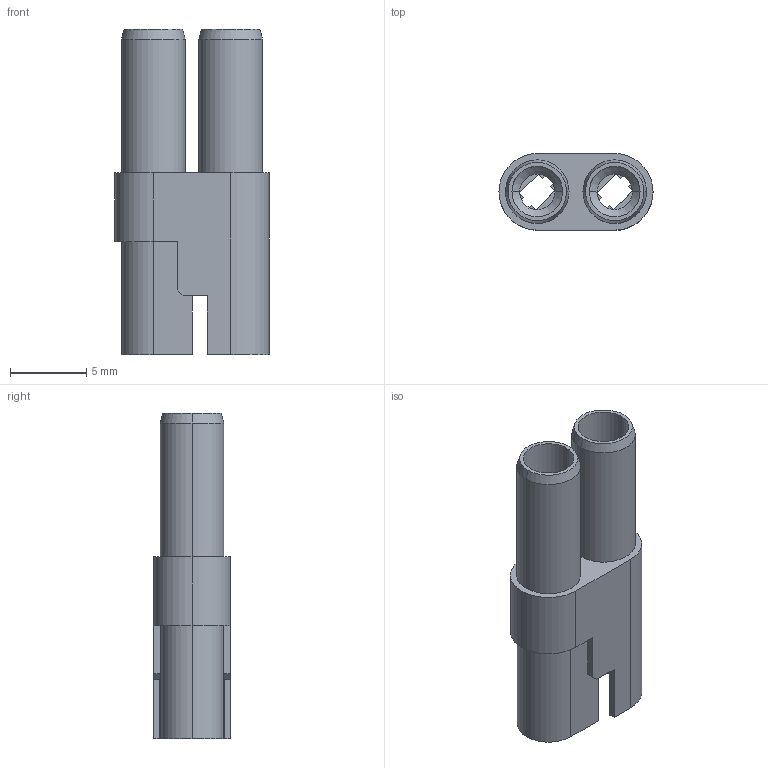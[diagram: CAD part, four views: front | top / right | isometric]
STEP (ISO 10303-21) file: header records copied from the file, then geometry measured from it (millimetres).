
FILE_DESCRIPTION (( 'STEP AP214' ), '1' );
FILE_NAME ('520-210-002.STEP', '2023-04-05T16:57:31', ( '' ), ( '' ), 'SwSTEP 2.0', 'SolidWorks 2020', '' );
FILE_SCHEMA (( 'AUTOMOTIVE_DESIGN' ));
Length unit declared in the file: inch
Products named in the file (1): 520-210-002
Bounding box: 10.11 x 5.03 x 21.34 mm (x, y, z)
Volume: 367.8 mm3; surface area: 1116.5 mm2
Topology: 1 solids, 1 shells, 92 faces, 248 edges, 160 vertices
Faces by surface type: plane 62, cylinder 22, cone 8
Entity records: 2936 total; most frequent: CARTESIAN_POINT 549, ORIENTED_EDGE 496, DIRECTION 486, EDGE_CURVE 248, LINE 164, VECTOR 164, AXIS2_PLACEMENT_3D 161, VERTEX_POINT 160
